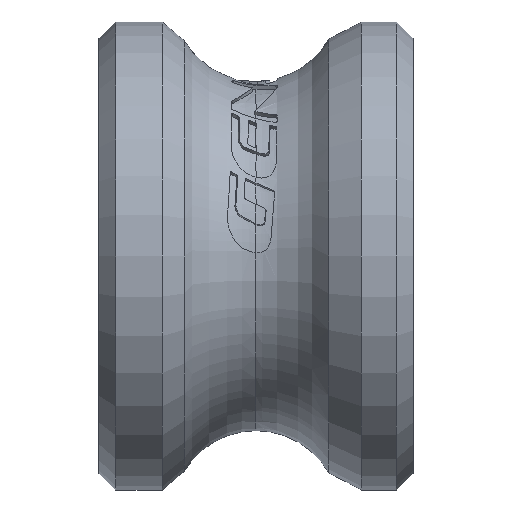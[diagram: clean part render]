
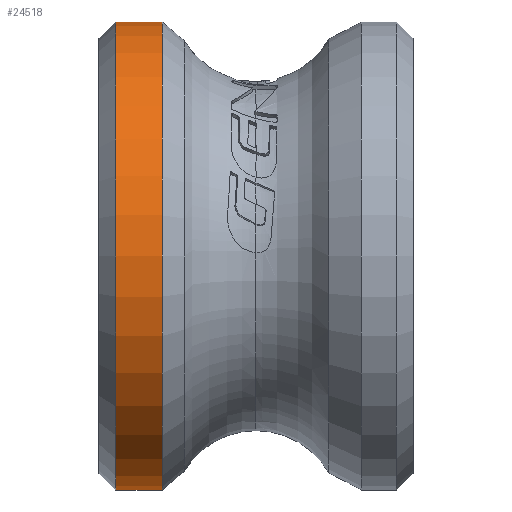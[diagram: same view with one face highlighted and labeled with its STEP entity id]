
A CAD part, left-side view. The second image highlights one B-rep face of the part: STEP entity #24518.
In plain terms, the highlighted cylindrical face has radius 11.25 mm (diameter 22.5 mm), a partial arc.
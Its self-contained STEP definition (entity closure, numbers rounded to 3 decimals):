
#611 = ORIENTED_EDGE ( 'NONE', *, *, #17234, .T. ) ;
#1256 = EDGE_CURVE ( 'NONE', #6313, #10500, #24859, .T. ) ;
#2132 = DIRECTION ( 'NONE',  ( 0., 1., 0. ) ) ;
#2398 = DIRECTION ( 'NONE',  ( 0., 0., -1. ) ) ;
#2537 = CIRCLE ( 'NONE', #16588, 11.25 ) ;
#3049 = VERTEX_POINT ( 'NONE', #3691 ) ;
#3691 = CARTESIAN_POINT ( 'NONE',  ( 0., 4.496, 11.25 ) ) ;
#4098 = CYLINDRICAL_SURFACE ( 'NONE', #18997, 11.25 ) ;
#4154 = DIRECTION ( 'NONE',  ( 0., -1., 0. ) ) ;
#4802 = EDGE_LOOP ( 'NONE', ( #23941, #17660, #611, #19771 ) ) ;
#4994 = VERTEX_POINT ( 'NONE', #8639 ) ;
#5956 = EDGE_CURVE ( 'NONE', #6313, #3049, #6278, .T. ) ;
#6278 = LINE ( 'NONE', #23657, #10355 ) ;
#6313 = VERTEX_POINT ( 'NONE', #28002 ) ;
#6668 = AXIS2_PLACEMENT_3D ( 'NONE', #9070, #26036, #17755 ) ;
#8372 = DIRECTION ( 'NONE',  ( 0., 0., -1. ) ) ;
#8639 = CARTESIAN_POINT ( 'NONE',  ( 0., 4.496, -11.25 ) ) ;
#9070 = CARTESIAN_POINT ( 'NONE',  ( 0., 6.75, 0. ) ) ;
#9859 = CARTESIAN_POINT ( 'NONE',  ( 0., 6.75, -11.25 ) ) ;
#10355 = VECTOR ( 'NONE', #4154, 1000. ) ;
#10500 = VERTEX_POINT ( 'NONE', #9859 ) ;
#15365 = CARTESIAN_POINT ( 'NONE',  ( 0., 0., -11.25 ) ) ;
#16588 = AXIS2_PLACEMENT_3D ( 'NONE', #27888, #2132, #8372 ) ;
#17234 = EDGE_CURVE ( 'NONE', #10500, #4994, #17494, .T. ) ;
#17494 = LINE ( 'NONE', #15365, #23780 ) ;
#17660 = ORIENTED_EDGE ( 'NONE', *, *, #1256, .T. ) ;
#17755 = DIRECTION ( 'NONE',  ( 0., 0., -1. ) ) ;
#18997 = AXIS2_PLACEMENT_3D ( 'NONE', #22024, #19182, #2398 ) ;
#19182 = DIRECTION ( 'NONE',  ( 0., -1., 0. ) ) ;
#19771 = ORIENTED_EDGE ( 'NONE', *, *, #26834, .T. ) ;
#21607 = FACE_OUTER_BOUND ( 'NONE', #4802, .T. ) ;
#22024 = CARTESIAN_POINT ( 'NONE',  ( 0., 0., 0. ) ) ;
#23657 = CARTESIAN_POINT ( 'NONE',  ( 0., 0., 11.25 ) ) ;
#23780 = VECTOR ( 'NONE', #24053, 1000. ) ;
#23941 = ORIENTED_EDGE ( 'NONE', *, *, #5956, .F. ) ;
#24053 = DIRECTION ( 'NONE',  ( 0., -1., 0. ) ) ;
#24518 = ADVANCED_FACE ( 'NONE', ( #21607 ), #4098, .T. ) ;
#24859 = CIRCLE ( 'NONE', #6668, 11.25 ) ;
#26036 = DIRECTION ( 'NONE',  ( 0., -1., 0. ) ) ;
#26834 = EDGE_CURVE ( 'NONE', #4994, #3049, #2537, .T. ) ;
#27888 = CARTESIAN_POINT ( 'NONE',  ( 0., 4.496, 0. ) ) ;
#28002 = CARTESIAN_POINT ( 'NONE',  ( 0., 6.75, 11.25 ) ) ;
